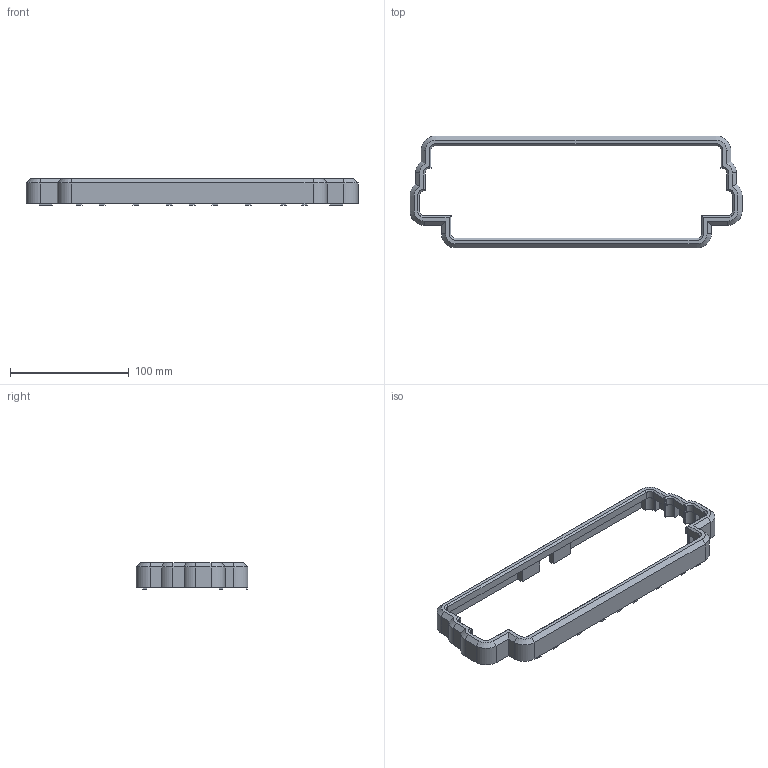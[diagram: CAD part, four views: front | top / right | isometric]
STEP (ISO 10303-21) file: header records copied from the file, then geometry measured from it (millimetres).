
FILE_DESCRIPTION(/* description */ (''),/* implementation_level */ '2;1');
FILE_NAME(/* name */ 'KatanaKombat v46.step',/* time_stamp */ '2024-03-05T09:56:52-08:00',/* author */ (''),/* organization */ (''),/* preprocessor_version */ 'ST-DEVELOPER v20',/* originating_system */ 'Autodesk Translation Framework v12.20.1.177',/* authorisation */ '');
FILE_SCHEMA (('AUTOMOTIVE_DESIGN { 1 0 10303 214 3 1 1 }'));
Length unit declared in the file: millimetre
Products named in the file (1): KatanaKombat
Bounding box: 279.94 x 94.2 x 22.2 mm (x, y, z)
Volume: 65246.8 mm3; surface area: 41011.6 mm2
Topology: 1 solids, 2 shells, 324 faces, 758 edges, 488 vertices
Faces by surface type: plane 218, cylinder 80, cone 26
Full cylindrical faces by diameter (mm): 3.2 x38
Entity records: 9239 total; most frequent: CARTESIAN_POINT 1617, DIRECTION 1578, ORIENTED_EDGE 1516, EDGE_CURVE 758, LINE 556, VECTOR 556, AXIS2_PLACEMENT_3D 511, VERTEX_POINT 488
